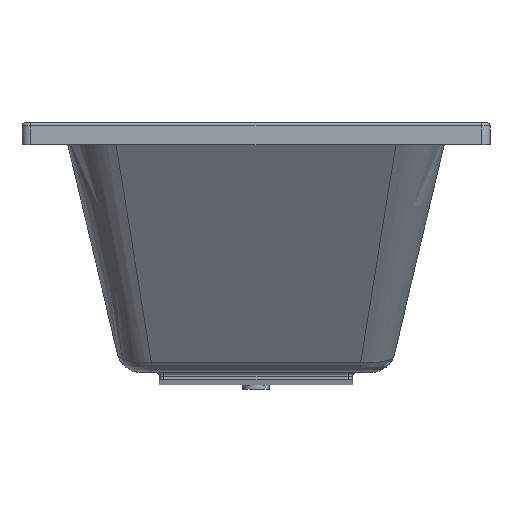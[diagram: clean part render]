
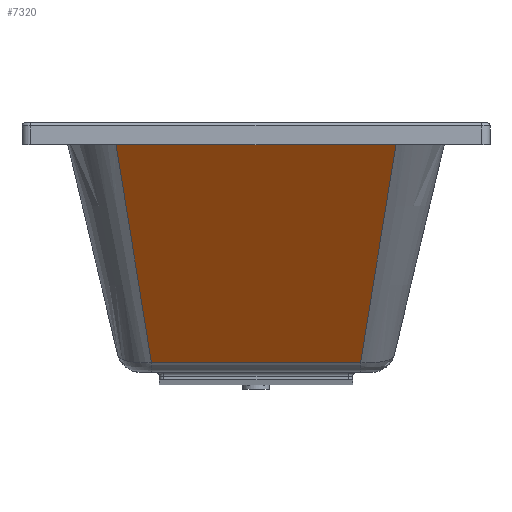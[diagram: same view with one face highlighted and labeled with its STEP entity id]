
A CAD part, left-side view. The second image highlights one B-rep face of the part: STEP entity #7320.
In plain terms, the highlighted planar face has unit normal (-0.814, 0, -0.58).
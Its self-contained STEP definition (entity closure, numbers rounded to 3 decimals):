
#3385=CARTESIAN_POINT('',(226.565,-100.107,-384.05));
#3386=VERTEX_POINT('',#3385);
#3714=CARTESIAN_POINT('',(226.565,-435.291,-384.05));
#3715=VERTEX_POINT('',#3714);
#3723=CARTESIAN_POINT('',(226.565,-435.291,-384.05));
#3724=DIRECTION('',(0.0,1.0,0.0));
#3725=VECTOR('',#3724,335.184);
#3726=LINE('',#3723,#3725);
#3727=EDGE_CURVE('',#3715,#3386,#3726,.T.);
#7290=CARTESIAN_POINT('',(-47.071,-497.699,0.0));
#7291=DIRECTION('',(-0.814,0.,-0.58));
#7292=DIRECTION('',(-0.58,0.0,0.814));
#7293=AXIS2_PLACEMENT_3D('',#7290,#7291,#7292);
#7294=PLANE('',#7293);
#7295=ORIENTED_EDGE('',*,*,#3727,.F.);
#7296=CARTESIAN_POINT('',(-40.581,-496.219,-9.109));
#7297=VERTEX_POINT('',#7296);
#7298=CARTESIAN_POINT('',(-40.581,-496.219,-9.109));
#7299=DIRECTION('',(0.575,0.131,-0.807));
#7300=VECTOR('',#7299,464.392);
#7301=LINE('',#7298,#7300);
#7302=EDGE_CURVE('',#7297,#3715,#7301,.T.);
#7303=ORIENTED_EDGE('',*,*,#7302,.F.);
#7304=CARTESIAN_POINT('',(-40.581,-39.179,-9.109));
#7305=VERTEX_POINT('',#7304);
#7306=CARTESIAN_POINT('',(-40.581,-496.219,-9.109));
#7307=DIRECTION('',(0.0,1.0,0.0));
#7308=VECTOR('',#7307,457.04);
#7309=LINE('',#7306,#7308);
#7310=EDGE_CURVE('',#7297,#7305,#7309,.T.);
#7311=ORIENTED_EDGE('',*,*,#7310,.T.);
#7312=CARTESIAN_POINT('',(-40.581,-39.179,-9.109));
#7313=DIRECTION('',(0.575,-0.131,-0.807));
#7314=VECTOR('',#7313,464.392);
#7315=LINE('',#7312,#7314);
#7316=EDGE_CURVE('',#7305,#3386,#7315,.T.);
#7317=ORIENTED_EDGE('',*,*,#7316,.T.);
#7318=EDGE_LOOP('',(#7295,#7303,#7311,#7317));
#7319=FACE_OUTER_BOUND('',#7318,.T.);
#7320=ADVANCED_FACE('',(#7319),#7294,.T.);
